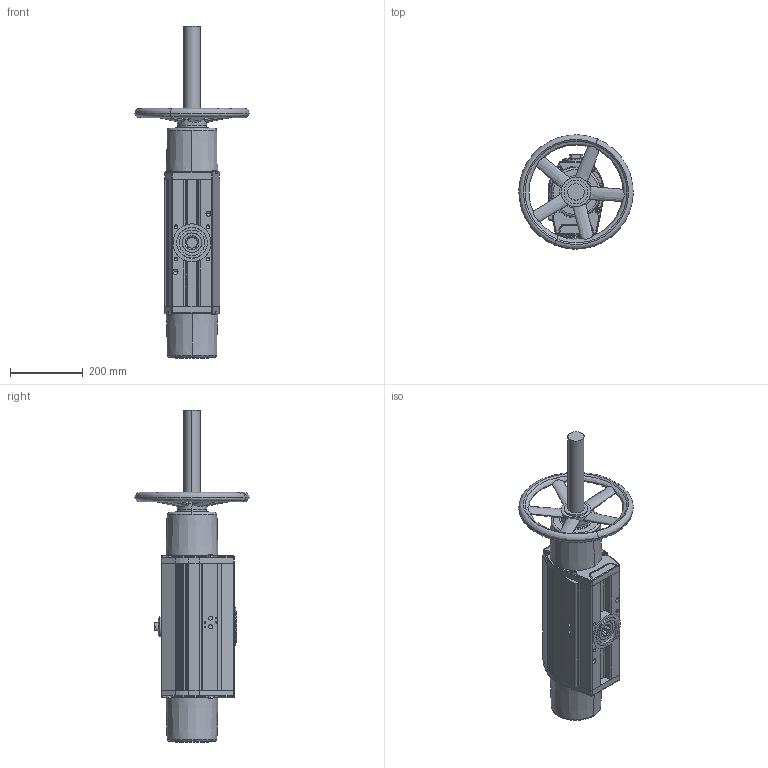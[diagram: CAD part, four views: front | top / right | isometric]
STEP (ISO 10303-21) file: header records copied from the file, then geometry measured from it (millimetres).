
FILE_DESCRIPTION (( 'STEP AP203' ), '1' );
FILE_NAME ('015321.STEP', '2018-08-13T12:57:41', ( '' ), ( '' ), 'SwSTEP 2.0', 'SolidWorks 2018', '' );
FILE_SCHEMA (( 'CONFIG_CONTROL_DESIGN' ));
Length unit declared in the file: millimetre
Products named in the file (1): 015321
Bounding box: 314.77 x 314.77 x 913.5 mm (x, y, z)
Volume: 15305081.6 mm3; surface area: 587207.6 mm2
Topology: 1 solids, 1 shells, 619 faces, 1619 edges, 1026 vertices
Faces by surface type: cylinder 239, plane 230, cone 77, bspline 55, torus 18
Entity records: 26943 total; most frequent: CARTESIAN_POINT 11778, ORIENTED_EDGE 3214, DIRECTION 3158, EDGE_CURVE 1607, AXIS2_PLACEMENT_3D 1188, VERTEX_POINT 1026, LINE 782, VECTOR 782
